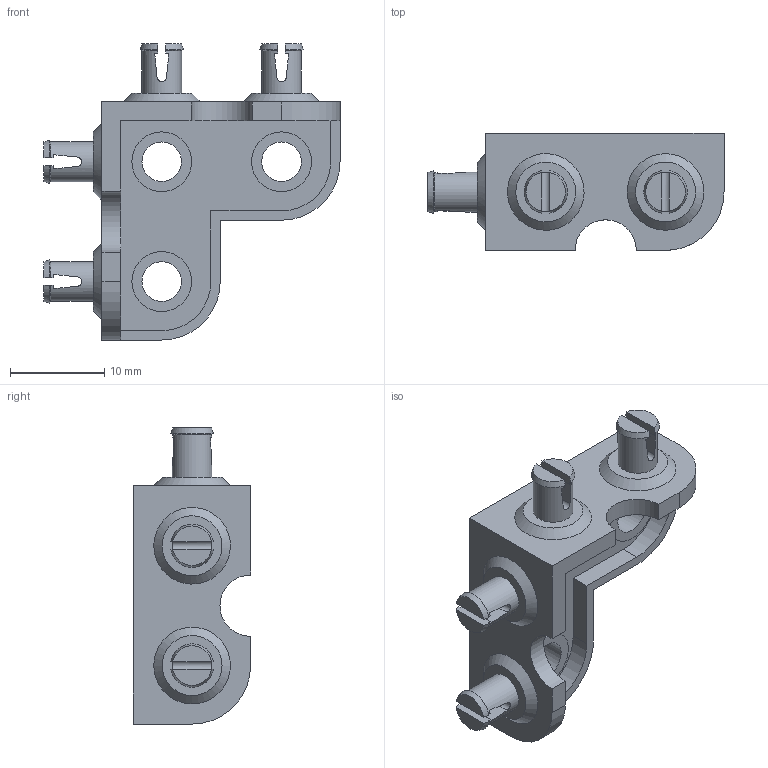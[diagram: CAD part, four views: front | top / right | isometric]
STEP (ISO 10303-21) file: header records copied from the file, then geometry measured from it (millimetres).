
FILE_DESCRIPTION((''),'2;1');
FILE_NAME('228-2500-126 Rev5.stp','2014-01-15T17:16:36',('jessica_knerr'),(''),'Autodesk Inventor 2013','Autodesk Inventor 2013','');
FILE_SCHEMA(('AUTOMOTIVE_DESIGN { 1 0 10303 214 1 1 1 1 }'));
Length unit declared in the file: millimetre
Products named in the file (1): 228-2500-126 Rev5
Bounding box: 31.39 x 12.43 x 31.39 mm (x, y, z)
Volume: 2422 mm3; surface area: 3069.1 mm2
Topology: 1 solids, 1 shells, 114 faces, 293 edges, 196 vertices
Faces by surface type: plane 67, cylinder 27, cone 20
Full cylindrical faces by diameter (mm): 4.2 x7, 6.35 x6
Entity records: 3508 total; most frequent: CARTESIAN_POINT 775, DIRECTION 566, ORIENTED_EDGE 540, EDGE_CURVE 270, AXIS2_PLACEMENT_3D 221, VERTEX_POINT 190, EDGE_LOOP 152, VECTOR 124
